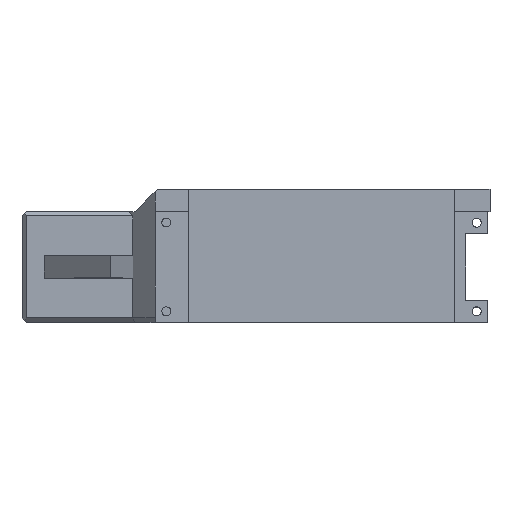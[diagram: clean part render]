
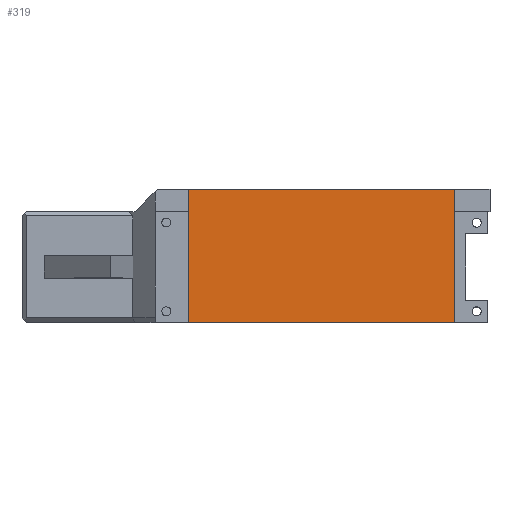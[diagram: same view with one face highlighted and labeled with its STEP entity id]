
A CAD part, top view. The second image highlights one B-rep face of the part: STEP entity #319.
In plain terms, the highlighted planar face has unit normal (0, 0, 1).
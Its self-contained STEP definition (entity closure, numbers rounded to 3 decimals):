
#38 = DIRECTION ( 'NONE',  ( -1., 0., 0. ) ) ;
#61 = CARTESIAN_POINT ( 'NONE',  ( 22.822, 30., 29.247 ) ) ;
#103 = DIRECTION ( 'NONE',  ( 1., 0., 0. ) ) ;
#114 = CARTESIAN_POINT ( 'NONE',  ( -37.178, 30., 29.247 ) ) ;
#164 = EDGE_CURVE ( 'NONE', #2374, #412, #686, .T. ) ;
#236 = VECTOR ( 'NONE', #2523, 1000. ) ;
#260 = DIRECTION ( 'NONE',  ( 0., 0., 1. ) ) ;
#319 = ADVANCED_FACE ( 'NONE', ( #2778 ), #2854, .T. ) ;
#412 = VERTEX_POINT ( 'NONE', #1817 ) ;
#463 = CARTESIAN_POINT ( 'NONE',  ( -37.178, 0., 29.247 ) ) ;
#499 = CARTESIAN_POINT ( 'NONE',  ( 0., 30., 29.247 ) ) ;
#686 = LINE ( 'NONE', #1171, #2233 ) ;
#831 = EDGE_CURVE ( 'NONE', #1566, #412, #2661, .T. ) ;
#835 = EDGE_CURVE ( 'NONE', #3286, #2374, #930, .T. ) ;
#930 = LINE ( 'NONE', #3179, #1290 ) ;
#1036 = DIRECTION ( 'NONE',  ( 0., -1., 0. ) ) ;
#1071 = EDGE_CURVE ( 'NONE', #3286, #1566, #3212, .T. ) ;
#1096 = ORIENTED_EDGE ( 'NONE', *, *, #1071, .T. ) ;
#1131 = CARTESIAN_POINT ( 'NONE',  ( 0., 0., 29.247 ) ) ;
#1171 = CARTESIAN_POINT ( 'NONE',  ( 22.822, 30., 29.247 ) ) ;
#1290 = VECTOR ( 'NONE', #103, 1000. ) ;
#1389 = DIRECTION ( 'NONE',  ( 1., 0., 0. ) ) ;
#1450 = AXIS2_PLACEMENT_3D ( 'NONE', #499, #260, #38 ) ;
#1566 = VERTEX_POINT ( 'NONE', #463 ) ;
#1817 = CARTESIAN_POINT ( 'NONE',  ( 22.822, 0., 29.247 ) ) ;
#2046 = ORIENTED_EDGE ( 'NONE', *, *, #831, .T. ) ;
#2233 = VECTOR ( 'NONE', #1036, 1000. ) ;
#2266 = VECTOR ( 'NONE', #1389, 1000. ) ;
#2374 = VERTEX_POINT ( 'NONE', #61 ) ;
#2523 = DIRECTION ( 'NONE',  ( 0., -1., 0. ) ) ;
#2661 = LINE ( 'NONE', #1131, #2266 ) ;
#2765 = CARTESIAN_POINT ( 'NONE',  ( -37.178, 30., 29.247 ) ) ;
#2774 = ORIENTED_EDGE ( 'NONE', *, *, #835, .F. ) ;
#2778 = FACE_OUTER_BOUND ( 'NONE', #3259, .T. ) ;
#2854 = PLANE ( 'NONE',  #1450 ) ;
#2911 = ORIENTED_EDGE ( 'NONE', *, *, #164, .F. ) ;
#3179 = CARTESIAN_POINT ( 'NONE',  ( 0., 30., 29.247 ) ) ;
#3212 = LINE ( 'NONE', #2765, #236 ) ;
#3259 = EDGE_LOOP ( 'NONE', ( #2046, #2911, #2774, #1096 ) ) ;
#3286 = VERTEX_POINT ( 'NONE', #114 ) ;
